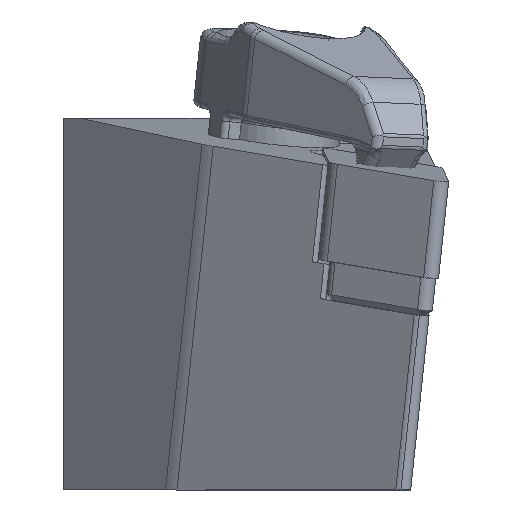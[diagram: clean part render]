
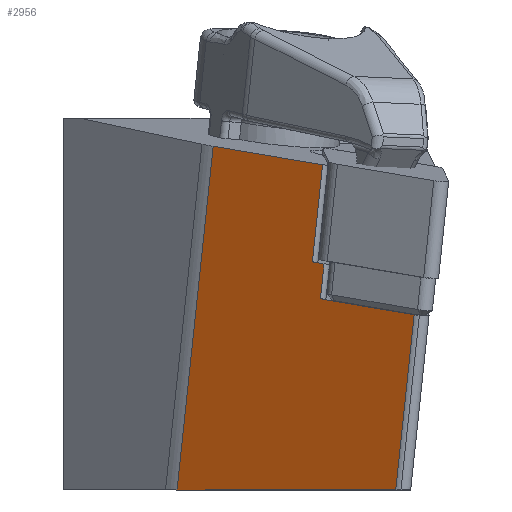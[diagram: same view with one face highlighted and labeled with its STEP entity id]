
A CAD part, left-side view. The second image highlights one B-rep face of the part: STEP entity #2956.
In plain terms, the highlighted planar face has unit normal (-0.849, 0.527, -0.034).
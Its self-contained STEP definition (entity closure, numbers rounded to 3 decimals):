
#84 = EDGE_CURVE ( 'NONE', #10957, #7763, #7665, .T. ) ;
#258 = LINE ( 'NONE', #2052, #6899 ) ;
#306 = CARTESIAN_POINT ( 'NONE',  ( -106.829, -20.241, 2.934 ) ) ;
#534 = VERTEX_POINT ( 'NONE', #3211 ) ;
#583 = LINE ( 'NONE', #4653, #2093 ) ;
#605 = LINE ( 'NONE', #9011, #9739 ) ;
#709 = CARTESIAN_POINT ( 'NONE',  ( -107.081, -20.12, 11.009 ) ) ;
#770 = EDGE_CURVE ( 'NONE', #6440, #3981, #4192, .T. ) ;
#921 = EDGE_CURVE ( 'NONE', #10957, #2627, #258, .T. ) ;
#1350 = CARTESIAN_POINT ( 'NONE',  ( -101.607, -11.203, 12.525 ) ) ;
#2052 = CARTESIAN_POINT ( 'NONE',  ( -100.47, -10.072, 1.764 ) ) ;
#2093 = VECTOR ( 'NONE', #7337, 1000. ) ;
#2307 = DIRECTION ( 'NONE',  ( 0.527, 0.85, 0. ) ) ;
#2551 = EDGE_CURVE ( 'NONE', #3981, #3709, #605, .T. ) ;
#2562 = ORIENTED_EDGE ( 'NONE', *, *, #7003, .T. ) ;
#2627 = VERTEX_POINT ( 'NONE', #5603 ) ;
#2685 = ORIENTED_EDGE ( 'NONE', *, *, #770, .T. ) ;
#2708 = EDGE_CURVE ( 'NONE', #2627, #7911, #9169, .T. ) ;
#2887 = LINE ( 'NONE', #7731, #7889 ) ;
#2934 = DIRECTION ( 'NONE',  ( -0.527, -0.85, 0. ) ) ;
#2956 = ADVANCED_FACE ( 'NONE', ( #8630 ), #6587, .F. ) ;
#3078 = CARTESIAN_POINT ( 'NONE',  ( -134.281, -50.52, 216.98 ) ) ;
#3211 = CARTESIAN_POINT ( 'NONE',  ( -98.645, -8.257, -15.5 ) ) ;
#3396 = DIRECTION ( 'NONE',  ( -0.105, -0.104, 0.989 ) ) ;
#3418 = DIRECTION ( 'NONE',  ( -0.105, -0.104, 0.989 ) ) ;
#3707 = DIRECTION ( 'NONE',  ( 0.518, 0.843, 0.143 ) ) ;
#3709 = VERTEX_POINT ( 'NONE', #1350 ) ;
#3957 = VECTOR ( 'NONE', #2934, 1000. ) ;
#3981 = VERTEX_POINT ( 'NONE', #709 ) ;
#4064 = ORIENTED_EDGE ( 'NONE', *, *, #84, .F. ) ;
#4192 = LINE ( 'NONE', #6086, #10714 ) ;
#4653 = CARTESIAN_POINT ( 'NONE',  ( -123.529, -33.005, 219.958 ) ) ;
#4991 = ORIENTED_EDGE ( 'NONE', *, *, #6945, .F. ) ;
#5352 = VECTOR ( 'NONE', #6529, 1000. ) ;
#5355 = ORIENTED_EDGE ( 'NONE', *, *, #2551, .T. ) ;
#5603 = CARTESIAN_POINT ( 'NONE',  ( -106.528, -19.942, 0.086 ) ) ;
#6022 = ORIENTED_EDGE ( 'NONE', *, *, #921, .T. ) ;
#6055 = CARTESIAN_POINT ( 'NONE',  ( -98.739, -8.408, -15.5 ) ) ;
#6086 = CARTESIAN_POINT ( 'NONE',  ( -107.29, -20.328, 12.987 ) ) ;
#6139 = CARTESIAN_POINT ( 'NONE',  ( -109.711, -26.085, -15.5 ) ) ;
#6256 = LINE ( 'NONE', #6055, #3957 ) ;
#6374 = DIRECTION ( 'NONE',  ( 0.518, 0.843, 0.143 ) ) ;
#6440 = VERTEX_POINT ( 'NONE', #7710 ) ;
#6529 = DIRECTION ( 'NONE',  ( 0.105, 0.104, -0.989 ) ) ;
#6587 = PLANE ( 'NONE',  #11048 ) ;
#6639 = CARTESIAN_POINT ( 'NONE',  ( -108.316, -21.72, 17.005 ) ) ;
#6746 = EDGE_CURVE ( 'NONE', #3709, #534, #583, .T. ) ;
#6829 = VECTOR ( 'NONE', #3396, 1000. ) ;
#6899 = VECTOR ( 'NONE', #3707, 1000. ) ;
#6945 = EDGE_CURVE ( 'NONE', #6440, #7911, #2887, .T. ) ;
#7003 = EDGE_CURVE ( 'NONE', #534, #7763, #6256, .T. ) ;
#7337 = DIRECTION ( 'NONE',  ( 0.105, 0.104, -0.989 ) ) ;
#7511 = EDGE_LOOP ( 'NONE', ( #4991, #2685, #5355, #8515, #2562, #4064, #6022, #8755 ) ) ;
#7665 = LINE ( 'NONE', #3078, #5352 ) ;
#7710 = CARTESIAN_POINT ( 'NONE',  ( -106.245, -19.289, 3.096 ) ) ;
#7731 = CARTESIAN_POINT ( 'NONE',  ( -100.771, -10.371, 4.612 ) ) ;
#7763 = VERTEX_POINT ( 'NONE', #6139 ) ;
#7889 = VECTOR ( 'NONE', #10263, 1000. ) ;
#7911 = VERTEX_POINT ( 'NONE', #306 ) ;
#8515 = ORIENTED_EDGE ( 'NONE', *, *, #6746, .T. ) ;
#8630 = FACE_OUTER_BOUND ( 'NONE', #7511, .T. ) ;
#8755 = ORIENTED_EDGE ( 'NONE', *, *, #2708, .T. ) ;
#9011 = CARTESIAN_POINT ( 'NONE',  ( -99.796, -8.253, 13.026 ) ) ;
#9169 = LINE ( 'NONE', #6639, #6829 ) ;
#9311 = CARTESIAN_POINT ( 'NONE',  ( -111.221, -27.587, -1.214 ) ) ;
#9739 = VECTOR ( 'NONE', #6374, 1000. ) ;
#10148 = DIRECTION ( 'NONE',  ( 0.849, -0.527, 0.034 ) ) ;
#10263 = DIRECTION ( 'NONE',  ( -0.518, -0.843, -0.143 ) ) ;
#10714 = VECTOR ( 'NONE', #3418, 1000. ) ;
#10898 = CARTESIAN_POINT ( 'NONE',  ( -123.529, -33.005, 219.958 ) ) ;
#10957 = VERTEX_POINT ( 'NONE', #9311 ) ;
#11048 = AXIS2_PLACEMENT_3D ( 'NONE', #10898, #10148, #2307 ) ;
